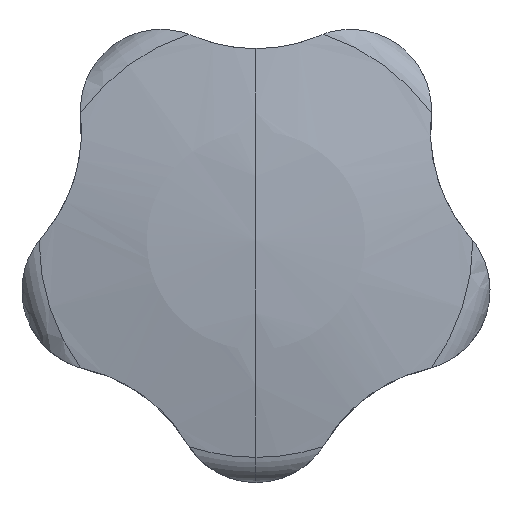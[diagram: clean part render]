
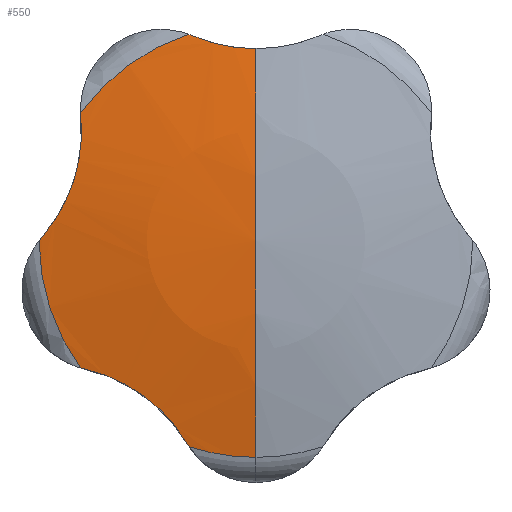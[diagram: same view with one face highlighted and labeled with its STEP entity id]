
A CAD part, top view. The second image highlights one B-rep face of the part: STEP entity #550.
In plain terms, the highlighted spherical face has radius 120 mm.
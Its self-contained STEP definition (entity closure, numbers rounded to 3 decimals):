
#268=EDGE_CURVE('',#482,#440,#700,.T.);
#286=EDGE_CURVE('',#358,#566,#719,.T.);
#320=EDGE_CURVE('',#504,#630,#756,.T.);
#334=EDGE_CURVE('',#428,#430,#771,.T.);
#358=VERTEX_POINT('',#796);
#384=EDGE_CURVE('',#518,#410,#824,.T.);
#410=VERTEX_POINT('',#851);
#428=VERTEX_POINT('',#870);
#430=VERTEX_POINT('',#872);
#432=VERTEX_POINT('',#874);
#434=EDGE_CURVE('',#504,#546,#876,.T.);
#436=EDGE_CURVE('',#432,#428,#878,.T.);
#440=VERTEX_POINT('',#882);
#444=EDGE_CURVE('',#430,#410,#886,.T.);
#480=EDGE_CURVE('',#630,#482,#926,.T.);
#482=VERTEX_POINT('',#928);
#484=VERTEX_POINT('',#930);
#488=EDGE_CURVE('',#518,#358,#934,.T.);
#504=VERTEX_POINT('',#951);
#518=VERTEX_POINT('',#967);
#542=EDGE_CURVE('',#566,#484,#993,.T.);
#546=VERTEX_POINT('',#997);
#550=ADVANCED_FACE('',(#1001),#1002,.T.);
#558=EDGE_CURVE('',#484,#546,#1010,.T.);
#566=VERTEX_POINT('',#1018);
#616=EDGE_CURVE('',#432,#440,#1077,.T.);
#630=VERTEX_POINT('',#1093);
#700=B_SPLINE_CURVE_WITH_KNOTS('',3,(#1192,#1193,#1194,#1195),.UNSPECIFIED.,.F.,.F.,(4,4),(0.0,0.529),.UNSPECIFIED.);
#719=CIRCLE('',#1228,120.0);
#756=B_SPLINE_CURVE_WITH_KNOTS('',3,(#1278,#1279,#1280,#1281),.UNSPECIFIED.,.F.,.F.,(4,4),(19.347,19.85),.UNSPECIFIED.);
#771=B_SPLINE_CURVE_WITH_KNOTS('',3,(#1313,#1314,#1315,#1316,#1317,#1318,#1319,#1320,#1321,#1322,#1323,#1324,#1325,#1326),.UNSPECIFIED.,.F.,.F.,(4,2,2,2,2,2,4),(0.0,3.745,7.489,11.234,13.107,14.979,15.558),.UNSPECIFIED.);
#796=CARTESIAN_POINT('',(0.,0.,40.0));
#824=CIRCLE('',#1418,26.897);
#851=CARTESIAN_POINT('',(-8.295,-25.586,36.947));
#870=CARTESIAN_POINT('',(-21.259,-15.927,37.023));
#872=CARTESIAN_POINT('',(-8.578,-25.14,37.023));
#874=CARTESIAN_POINT('',(-21.77,-15.795,36.947));
#876=CIRCLE('',#1505,26.897);
#878=B_SPLINE_CURVE_WITH_KNOTS('',3,(#1508,#1509,#1510,#1511),.UNSPECIFIED.,.F.,.F.,(4,4),(19.347,19.85),.UNSPECIFIED.);
#882=CARTESIAN_POINT('',(-26.897,-0.018,36.947));
#886=B_SPLINE_CURVE_WITH_KNOTS('',3,(#1523,#1524,#1525,#1526),.UNSPECIFIED.,.F.,.F.,(4,4),(0.0,0.529),.UNSPECIFIED.);
#926=B_SPLINE_CURVE_WITH_KNOTS('',3,(#1598,#1599,#1600,#1601,#1602,#1603,#1604,#1605,#1606,#1607,#1608,#1609,#1610,#1611),.UNSPECIFIED.,.F.,.F.,(4,2,2,2,2,2,4),(0.0,3.745,7.489,11.234,13.107,14.979,15.558),.UNSPECIFIED.);
#928=CARTESIAN_POINT('',(-26.56,0.389,37.023));
#930=CARTESIAN_POINT('',(-7.837,25.381,37.023));
#934=CIRCLE('',#1622,120.0);
#951=CARTESIAN_POINT('',(-21.749,15.824,36.947));
#967=CARTESIAN_POINT('',(0.,-26.897,36.947));
#993=B_SPLINE_CURVE_WITH_KNOTS('',3,(#1690,#1691,#1692,#1693,#1694,#1695,#1696,#1697,#1698,#1699,#1700,#1701,#1702,#1703),.UNSPECIFIED.,.F.,.F.,(4,2,2,2,2,2,4),(0.0,3.745,7.489,11.234,13.107,14.979,15.558),.UNSPECIFIED.);
#997=CARTESIAN_POINT('',(-8.328,25.575,36.947));
#1001=FACE_OUTER_BOUND('',#1712,.T.);
#1002=SPHERICAL_SURFACE('',#1713,120.0);
#1010=B_SPLINE_CURVE_WITH_KNOTS('',3,(#1734,#1735,#1736,#1737),.UNSPECIFIED.,.F.,.F.,(4,4),(0.0,0.529),.UNSPECIFIED.);
#1018=CARTESIAN_POINT('',(0.,23.781,37.62));
#1077=CIRCLE('',#1850,26.897);
#1093=CARTESIAN_POINT('',(-21.717,15.297,37.023));
#1192=CARTESIAN_POINT('',(-26.56,0.389,37.023));
#1193=CARTESIAN_POINT('',(-26.675,0.258,36.998));
#1194=CARTESIAN_POINT('',(-26.787,0.122,36.972));
#1195=CARTESIAN_POINT('',(-26.897,-0.018,36.947));
#1228=AXIS2_PLACEMENT_3D('',#1984,#1985,#1986);
#1278=CARTESIAN_POINT('',(-21.749,15.824,36.947));
#1279=CARTESIAN_POINT('',(-21.743,15.648,36.972));
#1280=CARTESIAN_POINT('',(-21.732,15.472,36.997));
#1281=CARTESIAN_POINT('',(-21.717,15.297,37.023));
#1313=CARTESIAN_POINT('',(-21.259,-15.927,37.023));
#1314=CARTESIAN_POINT('',(-20.055,-16.203,37.204));
#1315=CARTESIAN_POINT('',(-18.832,-16.603,37.352));
#1316=CARTESIAN_POINT('',(-16.451,-17.657,37.556));
#1317=CARTESIAN_POINT('',(-15.294,-18.309,37.612));
#1318=CARTESIAN_POINT('',(-13.135,-19.831,37.626));
#1319=CARTESIAN_POINT('',(-12.13,-20.701,37.584));
#1320=CARTESIAN_POINT('',(-10.785,-22.118,37.452));
#1321=CARTESIAN_POINT('',(-10.363,-22.608,37.396));
#1322=CARTESIAN_POINT('',(-9.578,-23.614,37.265));
#1323=CARTESIAN_POINT('',(-9.214,-24.129,37.189));
#1324=CARTESIAN_POINT('',(-8.778,-24.811,37.079));
#1325=CARTESIAN_POINT('',(-8.677,-24.975,37.051));
#1326=CARTESIAN_POINT('',(-8.578,-25.14,37.023));
#1418=AXIS2_PLACEMENT_3D('',#2095,#2096,#2097);
#1505=AXIS2_PLACEMENT_3D('',#2136,#2137,#2138);
#1508=CARTESIAN_POINT('',(-21.77,-15.795,36.947));
#1509=CARTESIAN_POINT('',(-21.601,-15.844,36.972));
#1510=CARTESIAN_POINT('',(-21.43,-15.887,36.997));
#1511=CARTESIAN_POINT('',(-21.259,-15.927,37.023));
#1523=CARTESIAN_POINT('',(-8.578,-25.14,37.023));
#1524=CARTESIAN_POINT('',(-8.488,-25.29,36.998));
#1525=CARTESIAN_POINT('',(-8.394,-25.438,36.972));
#1526=CARTESIAN_POINT('',(-8.295,-25.586,36.947));
#1598=CARTESIAN_POINT('',(-21.717,15.297,37.023));
#1599=CARTESIAN_POINT('',(-21.607,14.066,37.204));
#1600=CARTESIAN_POINT('',(-21.61,12.779,37.352));
#1601=CARTESIAN_POINT('',(-21.876,10.19,37.556));
#1602=CARTESIAN_POINT('',(-22.14,8.888,37.612));
#1603=CARTESIAN_POINT('',(-22.919,6.364,37.626));
#1604=CARTESIAN_POINT('',(-23.436,5.139,37.584));
#1605=CARTESIAN_POINT('',(-24.368,3.422,37.452));
#1606=CARTESIAN_POINT('',(-24.704,2.869,37.396));
#1607=CARTESIAN_POINT('',(-25.418,1.812,37.265));
#1608=CARTESIAN_POINT('',(-25.795,1.307,37.189));
#1609=CARTESIAN_POINT('',(-26.31,0.681,37.079));
#1610=CARTESIAN_POINT('',(-26.434,0.535,37.051));
#1611=CARTESIAN_POINT('',(-26.56,0.389,37.023));
#1622=AXIS2_PLACEMENT_3D('',#2193,#2194,#2195);
#1690=CARTESIAN_POINT('',(7.837,25.381,37.023));
#1691=CARTESIAN_POINT('',(6.701,24.897,37.204));
#1692=CARTESIAN_POINT('',(5.476,24.501,37.352));
#1693=CARTESIAN_POINT('',(2.931,23.954,37.556));
#1694=CARTESIAN_POINT('',(1.611,23.802,37.612));
#1695=CARTESIAN_POINT('',(-1.03,23.764,37.626));
#1696=CARTESIAN_POINT('',(-2.354,23.878,37.584));
#1697=CARTESIAN_POINT('',(-4.275,24.233,37.452));
#1698=CARTESIAN_POINT('',(-4.905,24.381,37.396));
#1699=CARTESIAN_POINT('',(-6.131,24.733,37.265));
#1700=CARTESIAN_POINT('',(-6.728,24.937,37.189));
#1701=CARTESIAN_POINT('',(-7.482,25.232,37.079));
#1702=CARTESIAN_POINT('',(-7.66,25.305,37.051));
#1703=CARTESIAN_POINT('',(-7.837,25.381,37.023));
#1712=EDGE_LOOP('',(#2262,#2263,#2264,#2265,#2266,#2267,#2268,#2269,#2270,#2271,#2272,#2273,#2274));
#1713=AXIS2_PLACEMENT_3D('',#2275,#2276,#2277);
#1734=CARTESIAN_POINT('',(-7.837,25.381,37.023));
#1735=CARTESIAN_POINT('',(-7.998,25.449,36.998));
#1736=CARTESIAN_POINT('',(-8.161,25.514,36.972));
#1737=CARTESIAN_POINT('',(-8.328,25.575,36.947));
#1850=AXIS2_PLACEMENT_3D('',#2354,#2355,#2356);
#1984=CARTESIAN_POINT('',(0.,0.,-80.));
#1985=DIRECTION('',(-1.0,0.,-0.0));
#1986=DIRECTION('',(0.0,0.0,-1.0));
#2095=CARTESIAN_POINT('',(0.,0.,36.947));
#2096=DIRECTION('',(-0.0,0.0,-1.0));
#2097=DIRECTION('',(0.,-1.0,0.0));
#2136=CARTESIAN_POINT('',(0.,0.,36.947));
#2137=DIRECTION('',(-0.0,0.0,-1.0));
#2138=DIRECTION('',(0.,-1.0,0.0));
#2193=CARTESIAN_POINT('',(0.,0.,-80.));
#2194=DIRECTION('',(-1.0,0.,-0.0));
#2195=DIRECTION('',(0.0,0.0,-1.0));
#2262=ORIENTED_EDGE('',*,*,#488,.T.);
#2263=ORIENTED_EDGE('',*,*,#286,.T.);
#2264=ORIENTED_EDGE('',*,*,#542,.T.);
#2265=ORIENTED_EDGE('',*,*,#558,.T.);
#2266=ORIENTED_EDGE('',*,*,#434,.F.);
#2267=ORIENTED_EDGE('',*,*,#320,.T.);
#2268=ORIENTED_EDGE('',*,*,#480,.T.);
#2269=ORIENTED_EDGE('',*,*,#268,.T.);
#2270=ORIENTED_EDGE('',*,*,#616,.F.);
#2271=ORIENTED_EDGE('',*,*,#436,.T.);
#2272=ORIENTED_EDGE('',*,*,#334,.T.);
#2273=ORIENTED_EDGE('',*,*,#444,.T.);
#2274=ORIENTED_EDGE('',*,*,#384,.F.);
#2275=CARTESIAN_POINT('',(0.,0.,-80.));
#2276=DIRECTION('',(0.0,0.0,-1.0));
#2277=DIRECTION('',(0.,1.0,0.0));
#2354=CARTESIAN_POINT('',(0.,0.,36.947));
#2355=DIRECTION('',(-0.0,0.0,-1.0));
#2356=DIRECTION('',(0.,-1.0,0.0));
